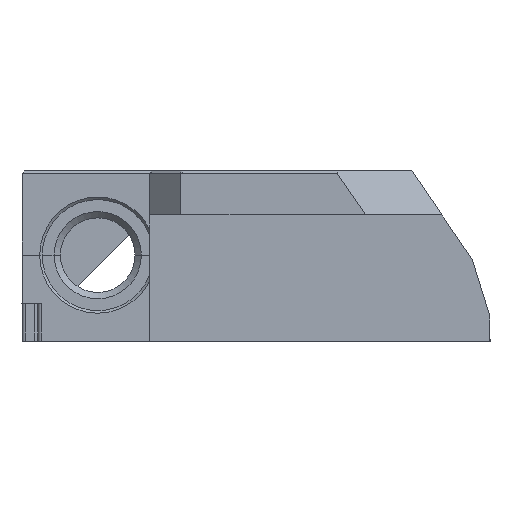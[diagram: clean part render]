
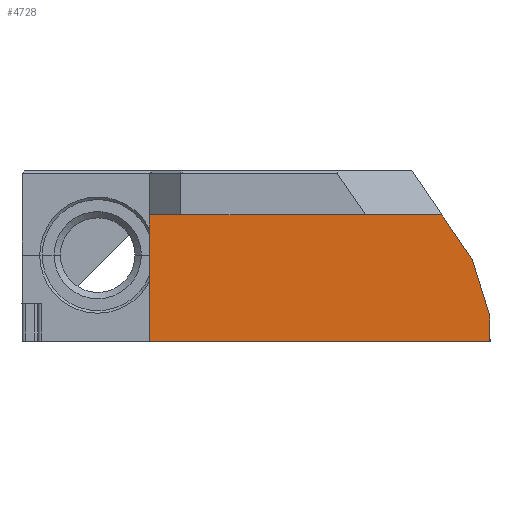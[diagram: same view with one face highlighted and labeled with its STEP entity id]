
A CAD part, left-side view. The second image highlights one B-rep face of the part: STEP entity #4728.
In plain terms, the highlighted planar face has unit normal (-1, 0, 0).
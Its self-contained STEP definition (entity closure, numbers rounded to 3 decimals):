
#336=FACE_OUTER_BOUND('',#601,.T.);
#601=EDGE_LOOP('',(#3601,#3602,#3603,#3604,#3605,#3606));
#965=LINE('',#7093,#1529);
#1027=LINE('',#7257,#1591);
#1030=LINE('',#7267,#1594);
#1031=LINE('',#7269,#1595);
#1032=LINE('',#7271,#1596);
#1033=LINE('',#7272,#1597);
#1529=VECTOR('',#5720,10.);
#1591=VECTOR('',#5852,10.);
#1594=VECTOR('',#5861,10.);
#1595=VECTOR('',#5862,10.);
#1596=VECTOR('',#5863,10.);
#1597=VECTOR('',#5864,10.);
#2052=VERTEX_POINT('',#7090);
#2053=VERTEX_POINT('',#7092);
#2108=VERTEX_POINT('',#7256);
#2112=VERTEX_POINT('',#7266);
#2113=VERTEX_POINT('',#7268);
#2114=VERTEX_POINT('',#7270);
#2578=EDGE_CURVE('',#2053,#2052,#965,.T.);
#2655=EDGE_CURVE('',#2108,#2053,#1027,.T.);
#2660=EDGE_CURVE('',#2112,#2052,#1030,.T.);
#2661=EDGE_CURVE('',#2113,#2112,#1031,.T.);
#2662=EDGE_CURVE('',#2113,#2114,#1032,.T.);
#2663=EDGE_CURVE('',#2114,#2108,#1033,.T.);
#3601=ORIENTED_EDGE('',*,*,#2660,.F.);
#3602=ORIENTED_EDGE('',*,*,#2661,.F.);
#3603=ORIENTED_EDGE('',*,*,#2662,.T.);
#3604=ORIENTED_EDGE('',*,*,#2663,.T.);
#3605=ORIENTED_EDGE('',*,*,#2655,.T.);
#3606=ORIENTED_EDGE('',*,*,#2578,.T.);
#4497=PLANE('',#5047);
#4728=ADVANCED_FACE('',(#336),#4497,.T.);
#5047=AXIS2_PLACEMENT_3D('',#7265,#5859,#5860);
#5720=DIRECTION('',(0.,0.,-1.));
#5852=DIRECTION('',(0.,1.,0.));
#5859=DIRECTION('center_axis',(-1.,0.,0.));
#5860=DIRECTION('ref_axis',(0.,0.,1.));
#5861=DIRECTION('',(0.,1.,0.));
#5862=DIRECTION('',(0.,0.,-1.));
#5863=DIRECTION('',(0.,0.295,0.956));
#5864=DIRECTION('',(0.,0.564,0.826));
#7090=CARTESIAN_POINT('',(62.511,402.,-38.096));
#7092=CARTESIAN_POINT('',(62.511,402.,-18.096));
#7093=CARTESIAN_POINT('',(62.511,402.,-18.096));
#7256=CARTESIAN_POINT('',(62.511,355.617,-18.096));
#7257=CARTESIAN_POINT('',(62.511,257.5,-18.096));
#7265=CARTESIAN_POINT('Origin',(62.511,348.,-18.096));
#7266=CARTESIAN_POINT('',(62.511,348.,-38.096));
#7267=CARTESIAN_POINT('',(62.511,361.5,-38.096));
#7268=CARTESIAN_POINT('',(62.511,348.,-34.259));
#7269=CARTESIAN_POINT('',(62.511,348.,-18.096));
#7270=CARTESIAN_POINT('',(62.511,350.818,-25.129));
#7271=CARTESIAN_POINT('',(62.511,350.982,-24.598));
#7272=CARTESIAN_POINT('',(62.511,355.74,-17.916));
